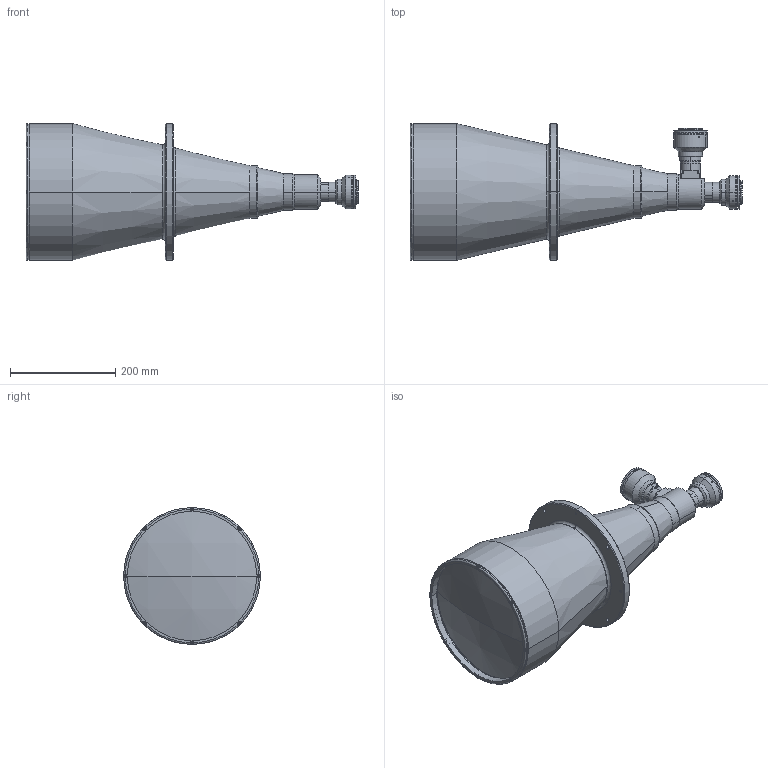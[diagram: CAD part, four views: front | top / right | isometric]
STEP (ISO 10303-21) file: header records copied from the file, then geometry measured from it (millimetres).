
FILE_DESCRIPTION (( 'STEP AP214' ), '1' );
FILE_NAME ('TCDP2MF4MF192.STEP', '2015-10-15T08:20:23', ( '' ), ( '' ), 'SwSTEP 2.0', 'SolidWorks 2013', '' );
FILE_SCHEMA (( 'AUTOMOTIVE_DESIGN' ));
Length unit declared in the file: millimetre
Products named in the file (1): TCDP2MF4MF192
Bounding box: 631.1 x 260 x 260 mm (x, y, z)
Surface area: 497603.9 mm2 (no closed solid volume)
Topology: 0 solids, 30 shells, 365 faces, 1163 edges, 816 vertices
Faces by surface type: cylinder 160, plane 125, cone 46, torus 30, sphere 4
Entity records: 17763 total; most frequent: CARTESIAN_POINT 3159, DIRECTION 2389, ORIENTED_EDGE 1875, EDGE_CURVE 1163, AXIS2_PLACEMENT_3D 926, VERTEX_POINT 816, CIRCLE 560, VECTOR 537
